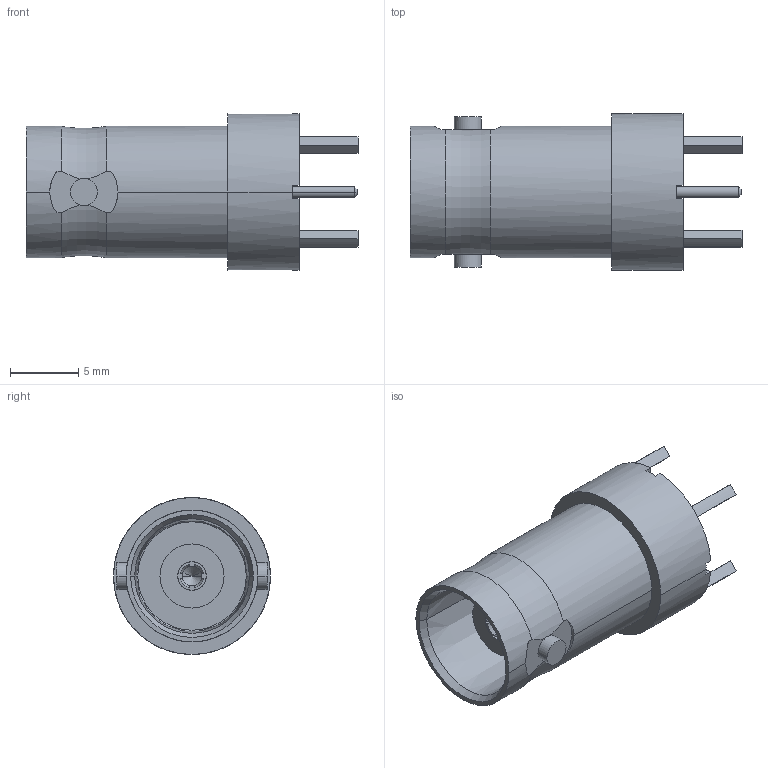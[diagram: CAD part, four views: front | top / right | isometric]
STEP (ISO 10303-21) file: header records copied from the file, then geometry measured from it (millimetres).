
FILE_DESCRIPTION((''),'2;1');
FILE_NAME('112591-NT3G_SW0001','2020-06-04T18:06:35',('karthik'),(''),'CREO PARAMETRIC BY PTC INC, 2019444','CREO PARAMETRIC BY PTC INC, 2019444','');
FILE_SCHEMA(('CONFIG_CONTROL_DESIGN'));
Length unit declared in the file: millimetre
Products named in the file (1): 112591-NT3G_SW0001
Bounding box: 24.32 x 11.5 x 11.5 mm (x, y, z)
Volume: 1215.2 mm3; surface area: 1264 mm2
Topology: 1 solids, 1 shells, 106 faces, 272 edges, 175 vertices
Faces by surface type: plane 56, cylinder 34, cone 14, torus 2
Entity records: 3362 total; most frequent: CARTESIAN_POINT 707, DIRECTION 564, ORIENTED_EDGE 540, EDGE_CURVE 270, AXIS2_PLACEMENT_3D 216, VERTEX_POINT 175, VECTOR 132, LINE 132
